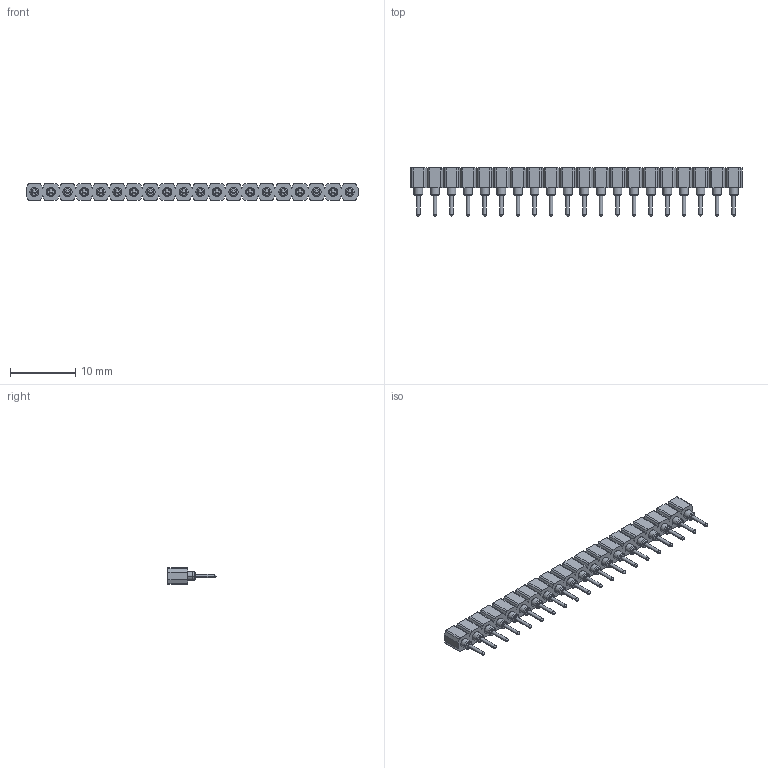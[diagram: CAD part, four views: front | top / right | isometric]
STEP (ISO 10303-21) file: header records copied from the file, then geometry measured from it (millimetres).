
FILE_DESCRIPTION((''),'2;1');
FILE_NAME('D01-997_ASM','2012-06-11T',('wbourne'),(''),'PRO/ENGINEER BY PARAMETRIC TECHNOLOGY CORPORATION, 2011490','PRO/ENGINEER BY PARAMETRIC TECHNOLOGY CORPORATION, 2011490','');
FILE_SCHEMA(('CONFIG_CONTROL_DESIGN','SHAPE_APPEARANCE_LAYERS_GROUPS'));
Length unit declared in the file: millimetre
Products named in the file (5): D01-997-MOULDING; D01-997-SOCKETBODY; Y3199; D01-997-SOCKET_ASM; D01-997_ASM
Assembly tree (23 placements, depth 3):
  D01-997_ASM
    D01-997-MOULDING
    D01-997-SOCKET_ASM  x20
      D01-997-SOCKETBODY
      Y3199
Bounding box: 50.8 x 7.37 x 2.54 mm (x, y, z)
Volume: 327.5 mm3; surface area: 1915.8 mm2
Topology: 61 solids, 61 shells, 2164 faces, 5146 edges, 3124 vertices
Faces by surface type: bspline 900, plane 604, cylinder 400, cone 180, sphere 40, torus 40
Entity records: 17055 total; most frequent: CARTESIAN_POINT 3575, ORIENTED_EDGE 2114, DIRECTION 2104, PRESENTATION_STYLE_ASSIGNMENT 1061, STYLED_ITEM 1061, CURVE_STYLE 1057, EDGE_CURVE 1057, AXIS2_PLACEMENT_3D 747
